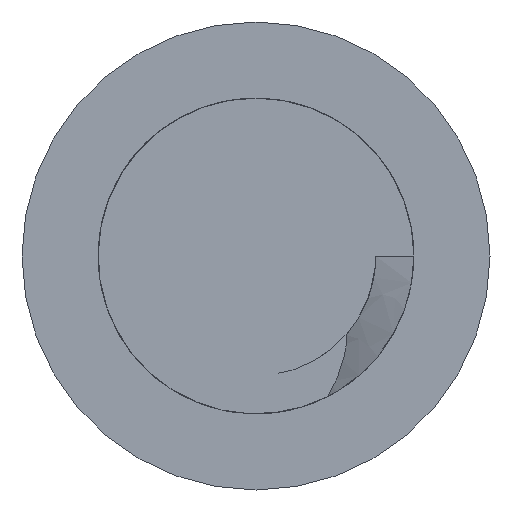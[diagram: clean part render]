
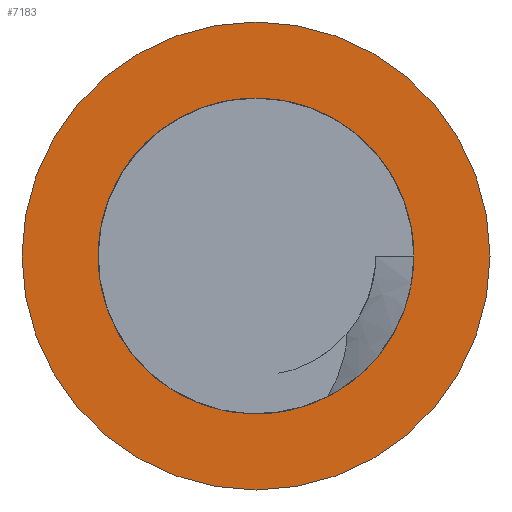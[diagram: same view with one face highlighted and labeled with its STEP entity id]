
A CAD part, front view. The second image highlights one B-rep face of the part: STEP entity #7183.
In plain terms, the highlighted planar face has unit normal (0, -1, 0).
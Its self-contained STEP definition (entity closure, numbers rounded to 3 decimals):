
#2985=CARTESIAN_POINT('',(0.,-10.,0.));
#2986=DIRECTION('',(0.,-1.,0.));
#2987=DIRECTION('',(0.,0.,1.));
#2988=AXIS2_PLACEMENT_3D('',#2985,#2986,#2987);
#2990=CARTESIAN_POINT('',(0.,-10.,0.));
#2991=DIRECTION('',(0.,-1.,0.));
#2992=DIRECTION('',(0.,0.,-1.));
#2993=AXIS2_PLACEMENT_3D('',#2990,#2991,#2992);
#2995=CARTESIAN_POINT('',(0.,-10.,0.));
#2996=DIRECTION('',(0.,-1.,0.));
#2997=DIRECTION('',(0.,0.,-1.));
#2998=AXIS2_PLACEMENT_3D('',#2995,#2996,#2997);
#3000=CARTESIAN_POINT('',(0.658,-10.,1.292));
#3001=CARTESIAN_POINT('',(0.755,-10.,1.243));
#3002=CARTESIAN_POINT('',(0.932,-10.,1.126));
#3003=CARTESIAN_POINT('',(1.157,-10.,0.894));
#3004=CARTESIAN_POINT('',(1.324,-10.,0.619));
#3005=CARTESIAN_POINT('',(1.427,-10.,0.315));
#3006=CARTESIAN_POINT('',(1.45,-10.,0.107));
#3007=CARTESIAN_POINT('',(1.45,-10.,0.));
#4347=CARTESIAN_POINT('',(0.,-10.,0.));
#4348=DIRECTION('',(0.,1.,0.));
#4349=DIRECTION('',(0.,0.,-1.));
#4350=AXIS2_PLACEMENT_3D('',#4347,#4348,#4349);
#5211=CARTESIAN_POINT('',(0.,-10.,2.15));
#5212=CARTESIAN_POINT('',(0.,-10.,-2.15));
#5213=VERTEX_POINT('',#5211);
#5214=VERTEX_POINT('',#5212);
#5309=CARTESIAN_POINT('',(0.,-10.,-1.45));
#5310=VERTEX_POINT('',#5309);
#5311=CARTESIAN_POINT('',(1.45,-10.,0.));
#5312=VERTEX_POINT('',#5311);
#5313=CARTESIAN_POINT('',(0.658,-10.,1.292));
#5314=VERTEX_POINT('',#5313);
#7166=CARTESIAN_POINT('',(0.,-10.,0.));
#7167=DIRECTION('',(0.,-1.,0.));
#7168=DIRECTION('',(0.,0.,1.));
#7169=AXIS2_PLACEMENT_3D('',#7166,#7167,#7168);
#7170=PLANE('',#7169);
#7171=ORIENTED_EDGE('',*,*,#7146,.F.);
#7172=ORIENTED_EDGE('',*,*,#7160,.F.);
#7173=EDGE_LOOP('',(#7171,#7172));
#7174=FACE_OUTER_BOUND('',#7173,.F.);
#7176=ORIENTED_EDGE('',*,*,#7175,.T.);
#7178=ORIENTED_EDGE('',*,*,#7177,.F.);
#7180=ORIENTED_EDGE('',*,*,#7179,.F.);
#7181=EDGE_LOOP('',(#7176,#7178,#7180));
#7182=FACE_BOUND('',#7181,.F.);
#7183=ADVANCED_FACE('',(#7174,#7182),#7170,.T.);
#2989=CIRCLE('',#2988,2.15);
#2994=CIRCLE('',#2993,2.15);
#2999=CIRCLE('',#2998,1.45);
#3008=B_SPLINE_CURVE_WITH_KNOTS('',3,(#3000,#3001,#3002,#3003,#3004,#3005,#3006,
#3007),.UNSPECIFIED.,.F.,.F.,(4,1,1,1,1,4),(0.,0.2,0.4,0.6,0.8,1.),
.UNSPECIFIED.);
#4351=CIRCLE('',#4350,1.45);
#7146=EDGE_CURVE('',#5213,#5214,#2989,.T.);
#7160=EDGE_CURVE('',#5214,#5213,#2994,.T.);
#7175=EDGE_CURVE('',#5310,#5312,#2999,.T.);
#7177=EDGE_CURVE('',#5314,#5312,#3008,.T.);
#7179=EDGE_CURVE('',#5310,#5314,#4351,.T.);
